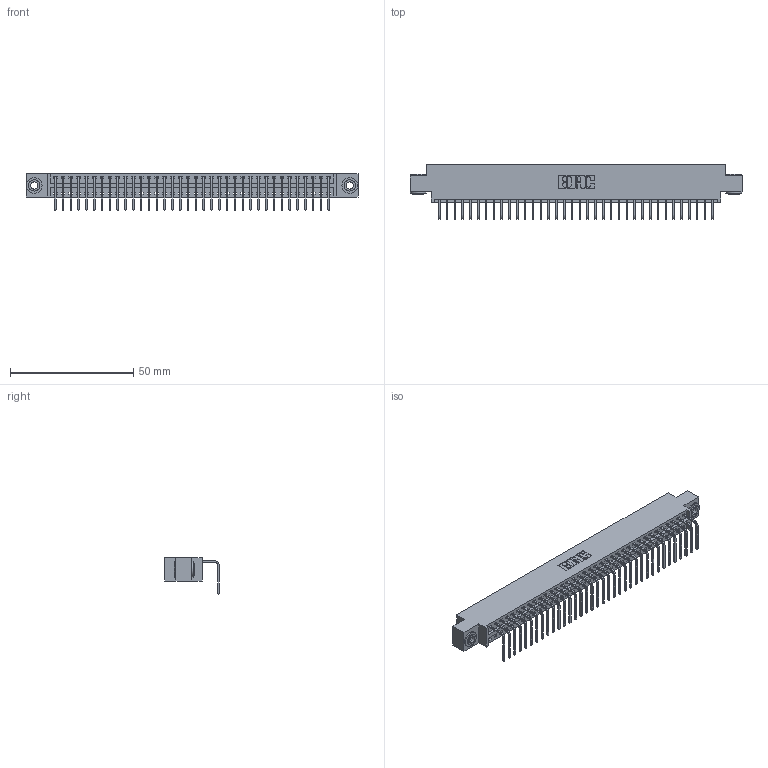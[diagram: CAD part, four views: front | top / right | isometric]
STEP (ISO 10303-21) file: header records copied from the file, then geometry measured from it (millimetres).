
FILE_DESCRIPTION (( 'STEP AP203' ), '1' );
FILE_NAME ('396-036-558-603.STEP', '2018-09-06T05:13:25', ( '' ), ( '' ), 'SwSTEP 2.0', 'SolidWorks 2016', '' );
FILE_SCHEMA (( 'CONFIG_CONTROL_DESIGN' ));
Length unit declared in the file: inch
Products named in the file (4): 346 Part_0.170 Offset - 0.156 Dia-TH; 345-292-001_558 Tail - 2; 345-250-002_345-250-002-102; 396-036-558-603
Assembly tree (39 placements, depth 2):
  396-036-558-603
    346 Part_0.170 Offset - 0.156 Dia-TH
    345-292-001_558 Tail - 2  x36
    345-250-002_345-250-002-102  x2
Bounding box: 134.87 x 22.16 x 14.73 mm (x, y, z)
Volume: 12853.8 mm3; surface area: 17095.9 mm2
Topology: 39 solids, 39 shells, 2324 faces, 6969 edges, 4594 vertices
Faces by surface type: plane 1602, cylinder 714, cone 8
Entity records: 24016 total; most frequent: CARTESIAN_POINT 4099, ORIENTED_EDGE 4062, DIRECTION 3653, EDGE_CURVE 2031, VECTOR 1731, LINE 1731, VERTEX_POINT 1350, AXIS2_PLACEMENT_3D 961
